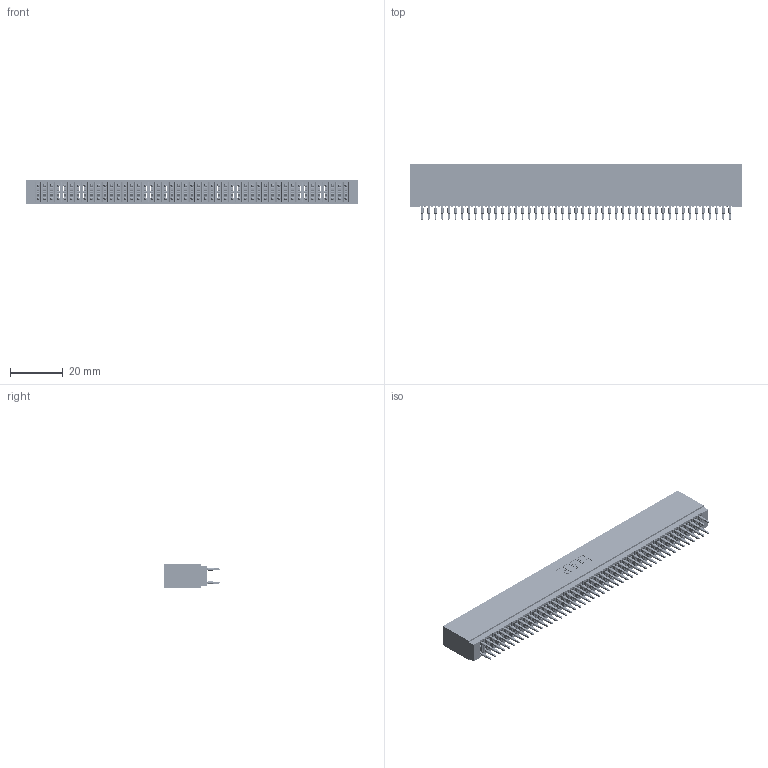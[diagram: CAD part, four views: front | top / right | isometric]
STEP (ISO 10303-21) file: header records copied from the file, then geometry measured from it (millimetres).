
FILE_DESCRIPTION (( 'STEP AP203' ), '1' );
FILE_NAME ('745-094-560-201.STEP', '2026-02-26T22:52:48', ( '' ), ( '' ), 'SwSTEP 2.0', 'SolidWorks 2023', '' );
FILE_SCHEMA (( 'CONFIG_CONTROL_DESIGN' ));
Length unit declared in the file: millimetre
Products named in the file (3): 745 Part_Insulator Option - 01; 745-094-560-201; 745-292-001_560
Assembly tree (95 placements, depth 2):
  745-094-560-201
    745 Part_Insulator Option - 01
    745-292-001_560  x94
Bounding box: 125.98 x 21.22 x 8.89 mm (x, y, z)
Volume: 11663.7 mm3; surface area: 25309.3 mm2
Topology: 95 solids, 95 shells, 9354 faces, 25591 edges, 16246 vertices
Faces by surface type: plane 4849, cylinder 2061, bspline 1880, torus 564
Entity records: 78766 total; most frequent: CARTESIAN_POINT 14165, ORIENTED_EDGE 13610, DIRECTION 11889, EDGE_CURVE 6805, LINE 6333, VECTOR 6333, VERTEX_POINT 4342, AXIS2_PLACEMENT_3D 2778
